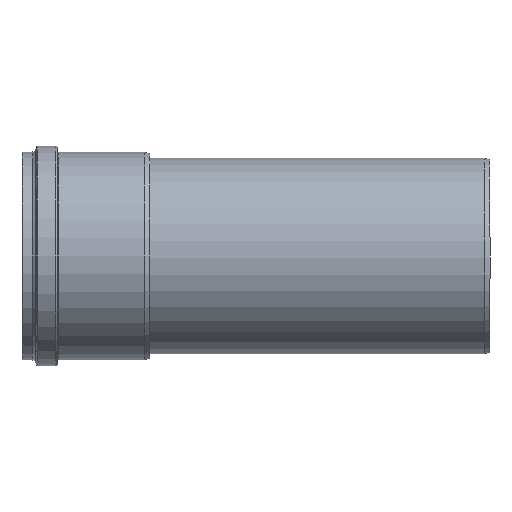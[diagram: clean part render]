
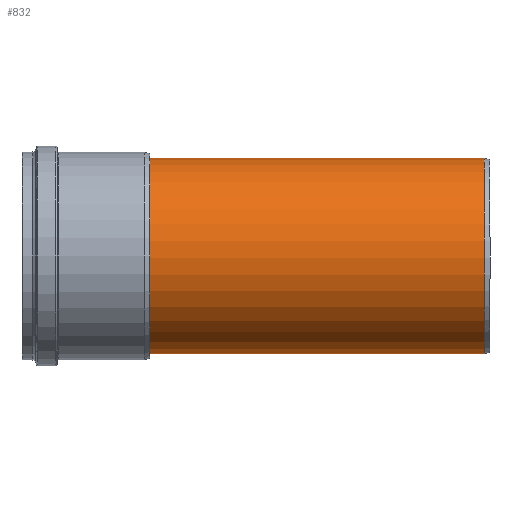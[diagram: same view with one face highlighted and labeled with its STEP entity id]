
A CAD part, front view. The second image highlights one B-rep face of the part: STEP entity #832.
In plain terms, the highlighted cylindrical face has radius 250 mm (diameter 500 mm), a full revolution.
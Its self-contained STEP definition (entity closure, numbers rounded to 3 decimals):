
#98=FACE_OUTER_BOUND('',#141,.T.);
#141=EDGE_LOOP('',(#776,#777,#778,#779));
#164=LINE('',#1637,#183);
#183=VECTOR('',#1359,250.);
#293=CIRCLE('',#1034,250.);
#294=CIRCLE('',#1036,250.);
#391=VERTEX_POINT('',#1631);
#392=VERTEX_POINT('',#1635);
#520=EDGE_CURVE('',#391,#391,#293,.T.);
#521=EDGE_CURVE('',#392,#392,#294,.T.);
#522=EDGE_CURVE('',#392,#391,#164,.T.);
#776=ORIENTED_EDGE('',*,*,#521,.F.);
#777=ORIENTED_EDGE('',*,*,#522,.T.);
#778=ORIENTED_EDGE('',*,*,#520,.F.);
#779=ORIENTED_EDGE('',*,*,#522,.F.);
#795=CYLINDRICAL_SURFACE('',#1035,250.);
#832=ADVANCED_FACE('',(#98),#795,.T.);
#1034=AXIS2_PLACEMENT_3D('',#1633,#1353,#1354);
#1035=AXIS2_PLACEMENT_3D('',#1634,#1355,#1356);
#1036=AXIS2_PLACEMENT_3D('',#1636,#1357,#1358);
#1353=DIRECTION('center_axis',(0.,0.,-1.));
#1354=DIRECTION('ref_axis',(-1.,0.,0.));
#1355=DIRECTION('center_axis',(0.,0.,1.));
#1356=DIRECTION('ref_axis',(-1.,0.,0.));
#1357=DIRECTION('center_axis',(0.,0.,1.));
#1358=DIRECTION('ref_axis',(-1.,0.,0.));
#1359=DIRECTION('',(0.,0.,-1.));
#1631=CARTESIAN_POINT('',(250.,0.,15.));
#1633=CARTESIAN_POINT('Origin',(0.,0.,15.));
#1634=CARTESIAN_POINT('Origin',(0.,0.,0.));
#1635=CARTESIAN_POINT('',(250.,0.,986.));
#1636=CARTESIAN_POINT('Origin',(0.,0.,986.));
#1637=CARTESIAN_POINT('',(250.,0.,0.));
